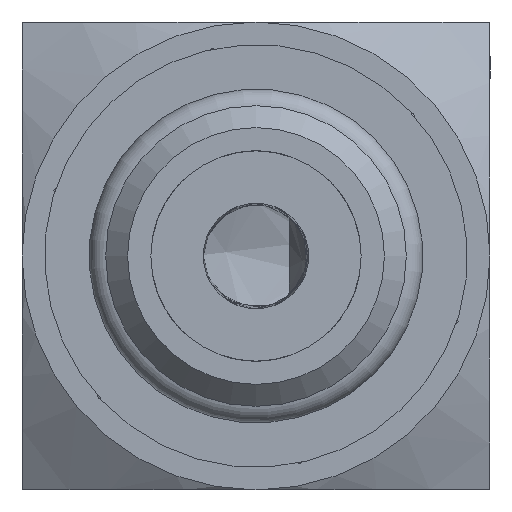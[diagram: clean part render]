
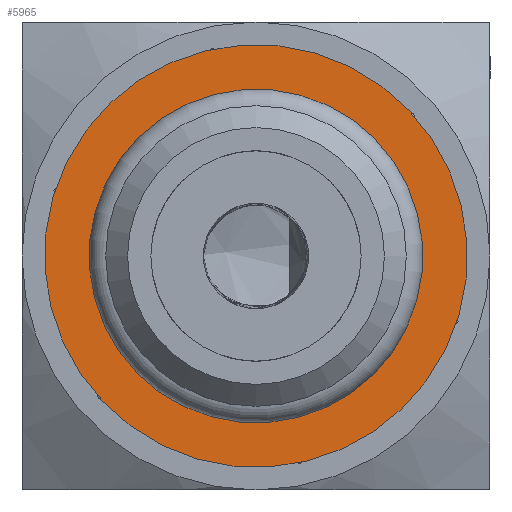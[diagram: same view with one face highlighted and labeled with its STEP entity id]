
A CAD part, left-side view. The second image highlights one B-rep face of the part: STEP entity #5965.
In plain terms, the highlighted face is planar.
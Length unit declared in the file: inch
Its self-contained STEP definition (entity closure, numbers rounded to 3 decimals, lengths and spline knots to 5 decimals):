
#5914=CARTESIAN_POINT('',(0.245,0.0,0.04));
#5915=VERTEX_POINT('',#5914);
#5916=CARTESIAN_POINT('',(0.0,0.0,0.04));
#5917=DIRECTION('',(0.0,0.0,-1.0));
#5918=DIRECTION('',(1.0,0.0,0.0));
#5919=AXIS2_PLACEMENT_3D('',#5916,#5917,#5918);
#5920=CIRCLE('',#5919,0.245);
#5921=EDGE_CURVE('',#5915,#5915,#5920,.T.);
#5931=CARTESIAN_POINT('',(0.395,0.,0.04));
#5932=VERTEX_POINT('',#5931);
#5933=CARTESIAN_POINT('',(0.0,0.0,0.04));
#5934=DIRECTION('',(0.0,0.0,-1.0));
#5935=DIRECTION('',(-1.0,0.0,0.0));
#5936=AXIS2_PLACEMENT_3D('',#5933,#5934,#5935);
#5937=CIRCLE('',#5936,0.395);
#5938=EDGE_CURVE('',#5932,#5932,#5937,.T.);
#5954=CARTESIAN_POINT('',(0.0,0.0,0.04));
#5955=DIRECTION('',(0.0,0.0,-1.0));
#5956=DIRECTION('',(-1.0,0.0,0.0));
#5957=AXIS2_PLACEMENT_3D('',#5954,#5955,#5956);
#5958=PLANE('',#5957);
#5959=ORIENTED_EDGE('',*,*,#5938,.F.);
#5960=EDGE_LOOP('',(#5959));
#5961=FACE_OUTER_BOUND('',#5960,.T.);
#5962=ORIENTED_EDGE('',*,*,#5921,.T.);
#5963=EDGE_LOOP('',(#5962));
#5964=FACE_BOUND('',#5963,.T.);
#5965=ADVANCED_FACE('',(#5961,#5964),#5958,.F.);
